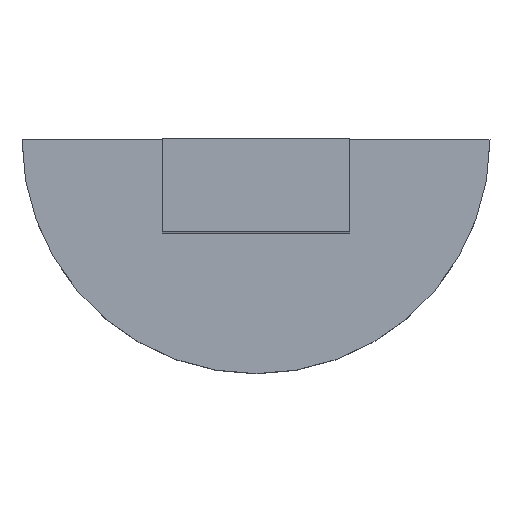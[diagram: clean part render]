
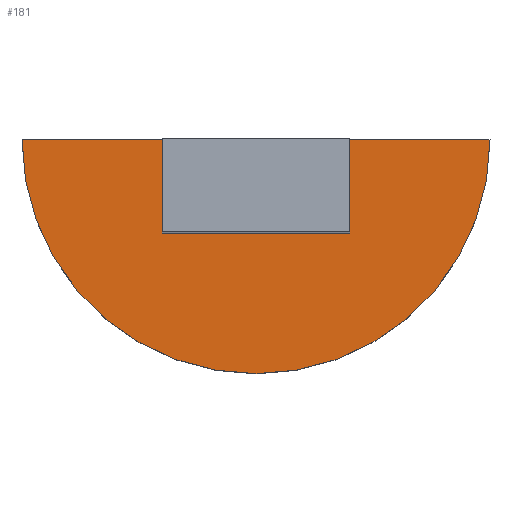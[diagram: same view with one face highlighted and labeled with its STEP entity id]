
A CAD part, top view. The second image highlights one B-rep face of the part: STEP entity #181.
In plain terms, the highlighted planar face has unit normal (0, 0, 1).
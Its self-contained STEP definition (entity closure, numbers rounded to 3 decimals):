
#17=CIRCLE('',#206,10.);
#25=FACE_OUTER_BOUND('',#35,.T.);
#35=EDGE_LOOP('',(#137,#138,#139,#140,#141,#142));
#41=LINE('',#269,#61);
#45=LINE('',#278,#65);
#49=LINE('',#285,#69);
#52=LINE('',#291,#72);
#53=LINE('',#294,#73);
#61=VECTOR('',#219,10.);
#65=VECTOR('',#225,10.);
#69=VECTOR('',#231,10.);
#72=VECTOR('',#238,10.);
#73=VECTOR('',#241,10.);
#81=VERTEX_POINT('',#267);
#82=VERTEX_POINT('',#268);
#85=VERTEX_POINT('',#276);
#86=VERTEX_POINT('',#277);
#89=VERTEX_POINT('',#290);
#90=VERTEX_POINT('',#292);
#97=EDGE_CURVE('',#81,#82,#41,.T.);
#101=EDGE_CURVE('',#85,#86,#45,.T.);
#105=EDGE_CURVE('',#86,#81,#49,.T.);
#108=EDGE_CURVE('',#82,#89,#52,.T.);
#109=EDGE_CURVE('',#89,#90,#17,.T.);
#110=EDGE_CURVE('',#90,#85,#53,.T.);
#137=ORIENTED_EDGE('',*,*,#101,.T.);
#138=ORIENTED_EDGE('',*,*,#105,.T.);
#139=ORIENTED_EDGE('',*,*,#97,.T.);
#140=ORIENTED_EDGE('',*,*,#108,.T.);
#141=ORIENTED_EDGE('',*,*,#109,.T.);
#142=ORIENTED_EDGE('',*,*,#110,.T.);
#173=PLANE('',#205);
#181=ADVANCED_FACE('',(#25),#173,.F.);
#205=AXIS2_PLACEMENT_3D('',#289,#236,#237);
#206=AXIS2_PLACEMENT_3D('',#293,#239,#240);
#219=DIRECTION('',(0.,1.,0.));
#225=DIRECTION('',(0.,-1.,0.));
#231=DIRECTION('',(-1.,0.,0.));
#236=DIRECTION('center_axis',(0.,0.,
-1.));
#237=DIRECTION('ref_axis',(-0.789,-0.614,0.));
#238=DIRECTION('',(-1.,0.,0.));
#239=DIRECTION('center_axis',(0.,0.,
1.));
#240=DIRECTION('ref_axis',(-0.98,0.2,0.));
#241=DIRECTION('',(-1.,0.,0.));
#267=CARTESIAN_POINT('',(-4.,235.185,4.));
#268=CARTESIAN_POINT('',(-4.,239.185,4.));
#269=CARTESIAN_POINT('',(-4.,238.317,4.));
#276=CARTESIAN_POINT('',(4.,239.185,4.));
#277=CARTESIAN_POINT('',(4.,235.185,4.));
#278=CARTESIAN_POINT('',(4.,236.317,4.));
#285=CARTESIAN_POINT('',(-1.859,235.185,4.));
#289=CARTESIAN_POINT('Origin',(0.282,237.449,4.));
#290=CARTESIAN_POINT('',(-10.,239.185,4.));
#291=CARTESIAN_POINT('',(10.,239.184,4.));
#292=CARTESIAN_POINT('',(10.,239.184,4.));
#293=CARTESIAN_POINT('Origin',(0.,239.185,4.));
#294=CARTESIAN_POINT('',(10.,239.184,4.));
